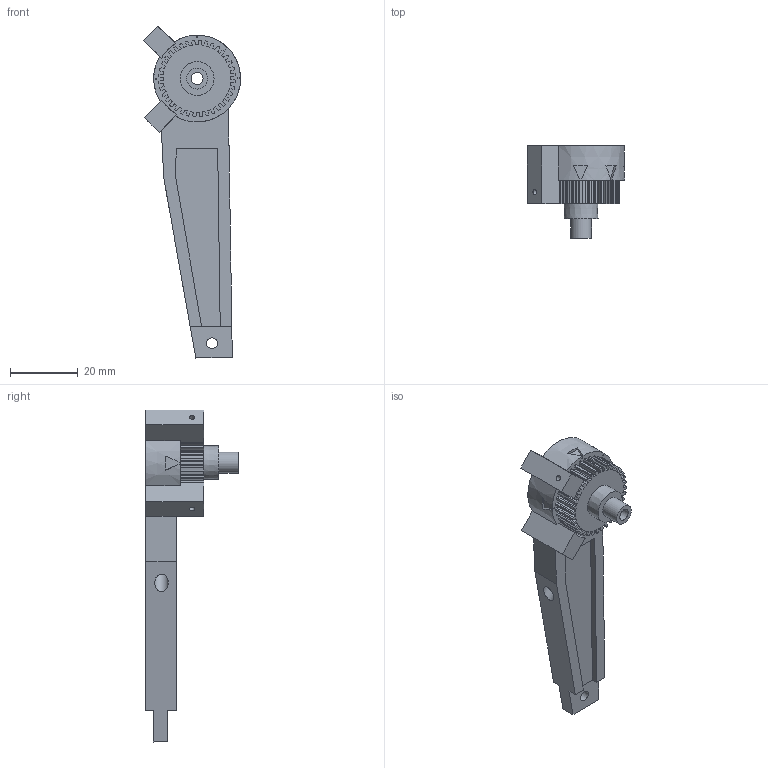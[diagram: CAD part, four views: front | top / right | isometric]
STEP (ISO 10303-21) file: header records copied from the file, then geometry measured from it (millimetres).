
FILE_DESCRIPTION(/* description */ (''),/* implementation_level */ '2;1');
FILE_NAME(/* name */ 'tibia_l.step',/* time_stamp */ '2024-04-21T19:50:01+02:00',/* author */ (''),/* organization */ (''),/* preprocessor_version */ 'ST-DEVELOPER v20',/* originating_system */ 'Autodesk Translation Framework v12.20.1.177',/* authorisation */ '');
FILE_SCHEMA (('AUTOMOTIVE_DESIGN { 1 0 10303 214 3 1 1 }'));
Length unit declared in the file: millimetre
Products named in the file (1): tibia_l
Bounding box: 28.59 x 27.28 x 97.84 mm (x, y, z)
Volume: 16589.6 mm3; surface area: 8568.6 mm2
Topology: 1 solids, 1 shells, 295 faces, 878 edges, 587 vertices
Faces by surface type: plane 207, cylinder 77, cone 10, sphere 1
Full cylindrical faces by diameter (mm): 1.5 x4, 3.2 x1, 3.51 x1, 4 x1, 6.161 x1, 6.539 x1
Entity records: 10185 total; most frequent: CARTESIAN_POINT 2074, ORIENTED_EDGE 1752, DIRECTION 1650, EDGE_CURVE 876, LINE 628, VECTOR 628, VERTEX_POINT 588, AXIS2_PLACEMENT_3D 511
